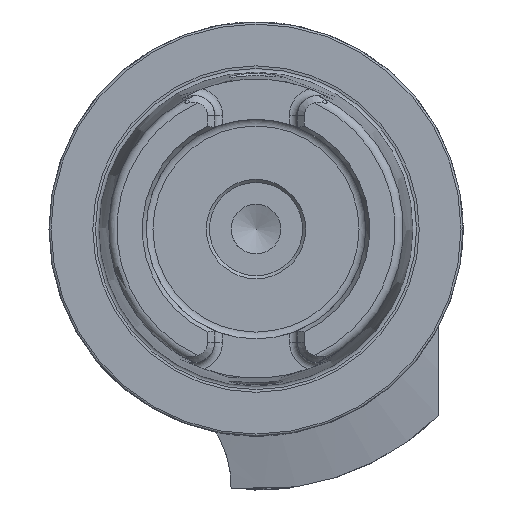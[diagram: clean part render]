
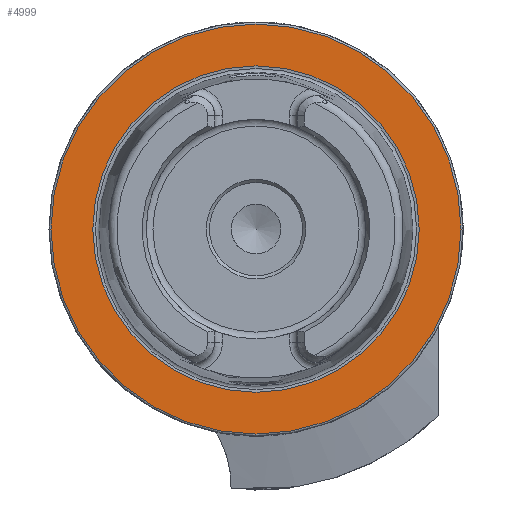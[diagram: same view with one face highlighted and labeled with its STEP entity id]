
A CAD part, left-side view. The second image highlights one B-rep face of the part: STEP entity #4999.
In plain terms, the highlighted planar face has unit normal (-1, 0, 0).
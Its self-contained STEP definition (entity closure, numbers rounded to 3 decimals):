
#1054 = VERTEX_POINT ( 'NONE', #4870 ) ;
#1236 = AXIS2_PLACEMENT_3D ( 'NONE', #3524, #10441, #2652 ) ;
#1482 = DIRECTION ( 'NONE',  ( 0., -1., 0. ) ) ;
#1547 = CARTESIAN_POINT ( 'NONE',  ( 0., -39.405, 0. ) ) ;
#1706 = EDGE_CURVE ( 'NONE', #1054, #1054, #3934, .T. ) ;
#2193 = DIRECTION ( 'NONE',  ( 1., 0., 0. ) ) ;
#2255 = VERTEX_POINT ( 'NONE', #1547 ) ;
#2652 = DIRECTION ( 'NONE',  ( 0., -1., 0. ) ) ;
#3335 = EDGE_CURVE ( 'NONE', #2255, #2255, #6278, .T. ) ;
#3524 = CARTESIAN_POINT ( 'NONE',  ( 0., 0., 0. ) ) ;
#3934 = CIRCLE ( 'NONE', #6995, 49.5 ) ;
#3965 = DIRECTION ( 'NONE',  ( 0., 1., 0. ) ) ;
#4691 = CARTESIAN_POINT ( 'NONE',  ( 0., 49.5, 0. ) ) ;
#4870 = CARTESIAN_POINT ( 'NONE',  ( 0., -49.5, 0. ) ) ;
#4880 = ORIENTED_EDGE ( 'NONE', *, *, #3335, .F. ) ;
#4916 = CARTESIAN_POINT ( 'NONE',  ( 0., 0., 0. ) ) ;
#4999 = ADVANCED_FACE ( 'NONE', ( #7391, #6713 ), #7400, .F. ) ;
#5768 = EDGE_LOOP ( 'NONE', ( #4880 ) ) ;
#6278 = CIRCLE ( 'NONE', #1236, 39.405 ) ;
#6672 = DIRECTION ( 'NONE',  ( -1., 0., 0. ) ) ;
#6713 = FACE_OUTER_BOUND ( 'NONE', #7411, .T. ) ;
#6995 = AXIS2_PLACEMENT_3D ( 'NONE', #4916, #6672, #1482 ) ;
#7391 = FACE_BOUND ( 'NONE', #5768, .T. ) ;
#7400 = PLANE ( 'NONE',  #9965 ) ;
#7411 = EDGE_LOOP ( 'NONE', ( #9183 ) ) ;
#9183 = ORIENTED_EDGE ( 'NONE', *, *, #1706, .T. ) ;
#9965 = AXIS2_PLACEMENT_3D ( 'NONE', #4691, #2193, #3965 ) ;
#10441 = DIRECTION ( 'NONE',  ( -1., 0., 0. ) ) ;
